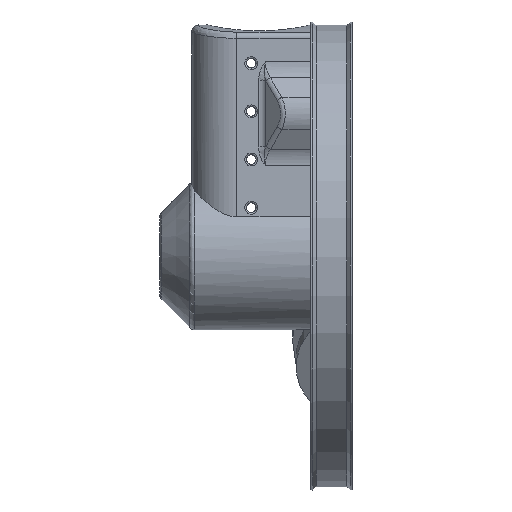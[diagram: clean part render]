
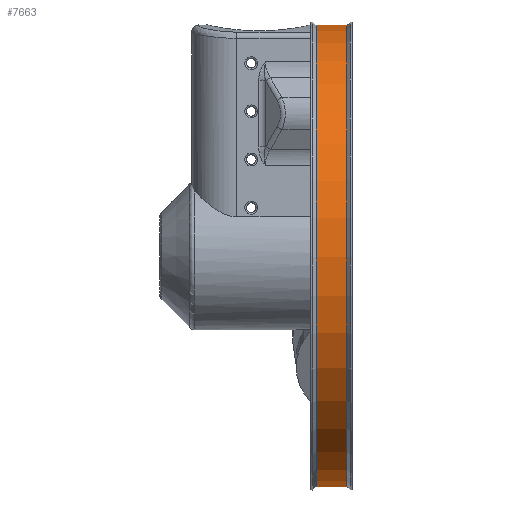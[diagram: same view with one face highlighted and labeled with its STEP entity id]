
A CAD part, left-side view. The second image highlights one B-rep face of the part: STEP entity #7663.
In plain terms, the highlighted cylindrical face has radius 72 mm (diameter 144 mm), a partial arc.
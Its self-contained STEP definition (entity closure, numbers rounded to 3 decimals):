
#812=FACE_OUTER_BOUND('',#1286,.T.);
#1286=EDGE_LOOP('',(#6887,#6888,#6889,#6890));
#1688=CIRCLE('',#8425,72.);
#1689=CIRCLE('',#8426,72.);
#2273=LINE('',#15307,#2945);
#2277=LINE('',#15467,#2949);
#2945=VECTOR('',#10400,10.);
#2949=VECTOR('',#10426,10.);
#3719=VERTEX_POINT('',#15304);
#3720=VERTEX_POINT('',#15306);
#3725=VERTEX_POINT('',#15464);
#3726=VERTEX_POINT('',#15466);
#4768=EDGE_CURVE('',#3719,#3720,#2273,.T.);
#4782=EDGE_CURVE('',#3726,#3725,#2277,.T.);
#4796=EDGE_CURVE('',#3719,#3726,#1688,.T.);
#4797=EDGE_CURVE('',#3725,#3720,#1689,.T.);
#6887=ORIENTED_EDGE('',*,*,#4796,.T.);
#6888=ORIENTED_EDGE('',*,*,#4782,.T.);
#6889=ORIENTED_EDGE('',*,*,#4797,.T.);
#6890=ORIENTED_EDGE('',*,*,#4768,.F.);
#7305=CYLINDRICAL_SURFACE('',#8424,72.);
#7663=ADVANCED_FACE('',(#812),#7305,.T.);
#8424=AXIS2_PLACEMENT_3D('',#15751,#10442,#10443);
#8425=AXIS2_PLACEMENT_3D('',#15752,#10444,#10445);
#8426=AXIS2_PLACEMENT_3D('',#15753,#10446,#10447);
#10400=DIRECTION('',(0.,1.,0.));
#10426=DIRECTION('',(0.,1.,0.));
#10442=DIRECTION('center_axis',(0.,1.,0.));
#10443=DIRECTION('ref_axis',(-0.943,0.,-0.334));
#10444=DIRECTION('center_axis',(0.,1.,0.));
#10445=DIRECTION('ref_axis',(0.707,0.,-0.707));
#10446=DIRECTION('center_axis',(0.,-1.,0.));
#10447=DIRECTION('ref_axis',(0.707,0.,-0.707));
#15304=CARTESIAN_POINT('',(50.912,1.7,-50.912));
#15306=CARTESIAN_POINT('',(50.912,11.3,-50.912));
#15307=CARTESIAN_POINT('',(50.912,0.,-50.912));
#15464=CARTESIAN_POINT('',(7.526,11.3,71.606));
#15466=CARTESIAN_POINT('',(7.526,1.7,71.606));
#15467=CARTESIAN_POINT('',(7.526,0.,71.606));
#15751=CARTESIAN_POINT('Origin',(0.,0.,0.));
#15752=CARTESIAN_POINT('Origin',(0.,1.7,0.));
#15753=CARTESIAN_POINT('Origin',(0.,11.3,0.));
